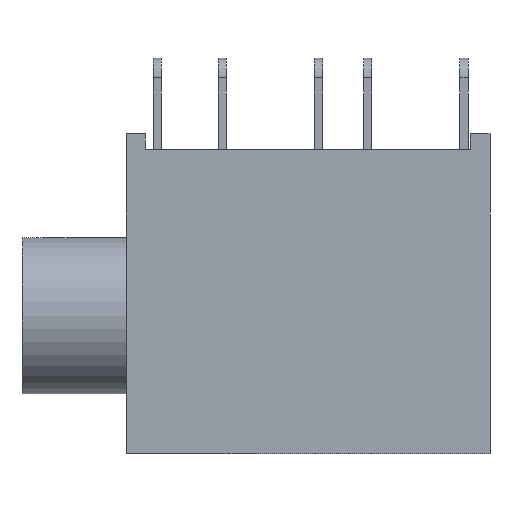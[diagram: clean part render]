
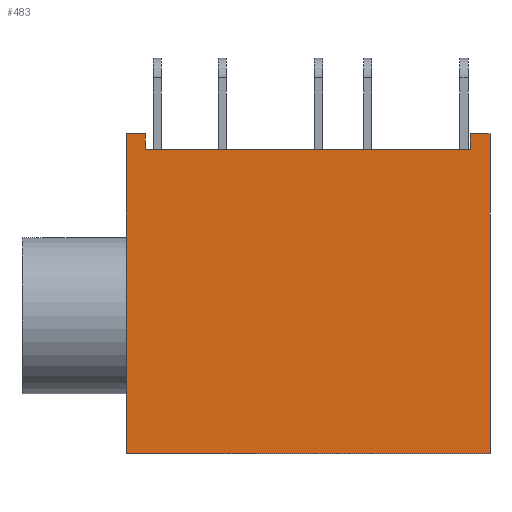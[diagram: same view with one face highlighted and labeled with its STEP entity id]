
A CAD part, front view. The second image highlights one B-rep face of the part: STEP entity #483.
In plain terms, the highlighted planar face has unit normal (0, -1, 0).
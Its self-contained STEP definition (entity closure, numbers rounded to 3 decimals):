
#27 = VERTEX_POINT ( 'NONE', #612 ) ;
#47 = CARTESIAN_POINT ( 'NONE',  ( -7., 0., 6.15 ) ) ;
#62 = EDGE_LOOP ( 'NONE', ( #1081, #1631, #767, #1216, #221, #406, #227, #1206 ) ) ;
#168 = EDGE_CURVE ( 'NONE', #1921, #1116, #1103, .T. ) ;
#195 = CARTESIAN_POINT ( 'NONE',  ( -7., 0., 6.15 ) ) ;
#204 = EDGE_CURVE ( 'NONE', #1692, #1044, #1237, .T. ) ;
#221 = ORIENTED_EDGE ( 'NONE', *, *, #204, .F. ) ;
#227 = ORIENTED_EDGE ( 'NONE', *, *, #2107, .F. ) ;
#255 = VECTOR ( 'NONE', #839, 1000. ) ;
#256 = CARTESIAN_POINT ( 'NONE',  ( -6.25, 0., 6.15 ) ) ;
#271 = DIRECTION ( 'NONE',  ( 1., 0., 0. ) ) ;
#291 = VECTOR ( 'NONE', #1034, 1000. ) ;
#294 = VECTOR ( 'NONE', #667, 1000. ) ;
#406 = ORIENTED_EDGE ( 'NONE', *, *, #1571, .F. ) ;
#415 = CARTESIAN_POINT ( 'NONE',  ( 7., 0., 6.15 ) ) ;
#481 = LINE ( 'NONE', #1500, #294 ) ;
#483 = ADVANCED_FACE ( 'NONE', ( #1234 ), #1066, .T. ) ;
#515 = DIRECTION ( 'NONE',  ( 1., 0., 0. ) ) ;
#525 = LINE ( 'NONE', #47, #1732 ) ;
#561 = LINE ( 'NONE', #1725, #291 ) ;
#573 = EDGE_CURVE ( 'NONE', #1780, #643, #525, .T. ) ;
#612 = CARTESIAN_POINT ( 'NONE',  ( 6.25, 0., 6.15 ) ) ;
#643 = VERTEX_POINT ( 'NONE', #256 ) ;
#666 = VECTOR ( 'NONE', #1811, 1000. ) ;
#667 = DIRECTION ( 'NONE',  ( -1., 0., 0. ) ) ;
#668 = DIRECTION ( 'NONE',  ( 1., 0., 0. ) ) ;
#767 = ORIENTED_EDGE ( 'NONE', *, *, #1624, .F. ) ;
#794 = VECTOR ( 'NONE', #1070, 1000. ) ;
#813 = DIRECTION ( 'NONE',  ( 0., 0., -1. ) ) ;
#817 = CARTESIAN_POINT ( 'NONE',  ( -6.25, 0., 5.55 ) ) ;
#839 = DIRECTION ( 'NONE',  ( 0., 0., 1. ) ) ;
#934 = VECTOR ( 'NONE', #515, 1000. ) ;
#948 = CARTESIAN_POINT ( 'NONE',  ( 0., 0., 0. ) ) ;
#1006 = LINE ( 'NONE', #1681, #255 ) ;
#1034 = DIRECTION ( 'NONE',  ( 0., 0., -1. ) ) ;
#1044 = VERTEX_POINT ( 'NONE', #1799 ) ;
#1066 = PLANE ( 'NONE',  #1349 ) ;
#1070 = DIRECTION ( 'NONE',  ( 0., 0., -1. ) ) ;
#1081 = ORIENTED_EDGE ( 'NONE', *, *, #1436, .F. ) ;
#1103 = LINE ( 'NONE', #1592, #1905 ) ;
#1116 = VERTEX_POINT ( 'NONE', #1518 ) ;
#1131 = CARTESIAN_POINT ( 'NONE',  ( -7., 0., 6.15 ) ) ;
#1206 = ORIENTED_EDGE ( 'NONE', *, *, #168, .F. ) ;
#1216 = ORIENTED_EDGE ( 'NONE', *, *, #1932, .F. ) ;
#1234 = FACE_OUTER_BOUND ( 'NONE', #62, .T. ) ;
#1237 = LINE ( 'NONE', #415, #794 ) ;
#1325 = CARTESIAN_POINT ( 'NONE',  ( 7., 0., 6.15 ) ) ;
#1349 = AXIS2_PLACEMENT_3D ( 'NONE', #948, #1481, #813 ) ;
#1436 = EDGE_CURVE ( 'NONE', #643, #1921, #561, .T. ) ;
#1458 = VERTEX_POINT ( 'NONE', #1706 ) ;
#1481 = DIRECTION ( 'NONE',  ( 0., -1., 0. ) ) ;
#1500 = CARTESIAN_POINT ( 'NONE',  ( -7., 0., -6.15 ) ) ;
#1518 = CARTESIAN_POINT ( 'NONE',  ( 6.25, 0., 5.55 ) ) ;
#1571 = EDGE_CURVE ( 'NONE', #27, #1692, #2000, .T. ) ;
#1592 = CARTESIAN_POINT ( 'NONE',  ( -6.25, 0., 5.55 ) ) ;
#1624 = EDGE_CURVE ( 'NONE', #1458, #1780, #1979, .T. ) ;
#1631 = ORIENTED_EDGE ( 'NONE', *, *, #573, .F. ) ;
#1681 = CARTESIAN_POINT ( 'NONE',  ( 6.25, 0., 8.55 ) ) ;
#1692 = VERTEX_POINT ( 'NONE', #1325 ) ;
#1706 = CARTESIAN_POINT ( 'NONE',  ( -7., 0., -6.15 ) ) ;
#1725 = CARTESIAN_POINT ( 'NONE',  ( -6.25, 0., 0. ) ) ;
#1732 = VECTOR ( 'NONE', #668, 1000. ) ;
#1780 = VERTEX_POINT ( 'NONE', #195 ) ;
#1799 = CARTESIAN_POINT ( 'NONE',  ( 7., 0., -6.15 ) ) ;
#1811 = DIRECTION ( 'NONE',  ( 0., 0., 1. ) ) ;
#1817 = CARTESIAN_POINT ( 'NONE',  ( -7., 0., 6.15 ) ) ;
#1905 = VECTOR ( 'NONE', #271, 1000. ) ;
#1921 = VERTEX_POINT ( 'NONE', #817 ) ;
#1932 = EDGE_CURVE ( 'NONE', #1044, #1458, #481, .T. ) ;
#1979 = LINE ( 'NONE', #1131, #666 ) ;
#2000 = LINE ( 'NONE', #1817, #934 ) ;
#2107 = EDGE_CURVE ( 'NONE', #1116, #27, #1006, .T. ) ;
